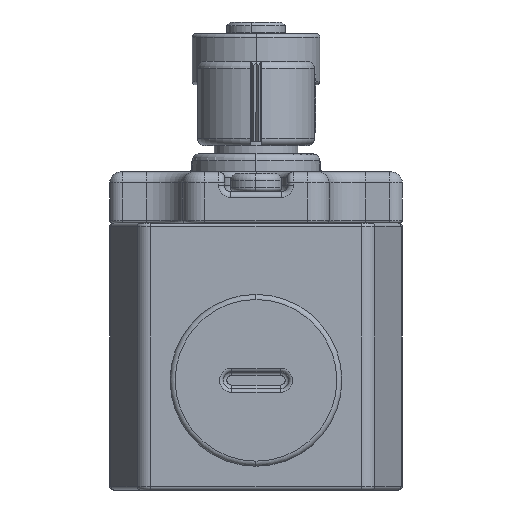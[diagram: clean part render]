
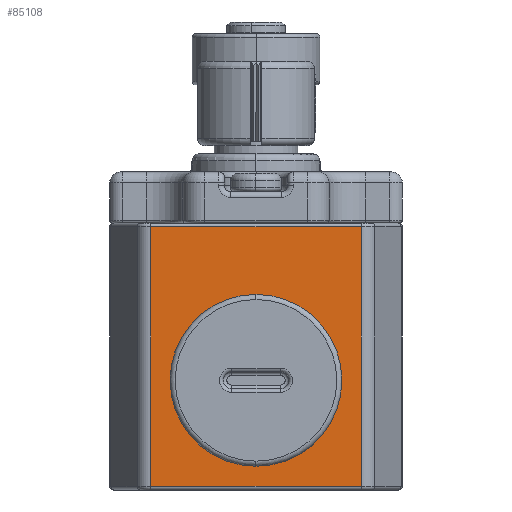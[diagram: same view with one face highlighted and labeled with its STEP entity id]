
A CAD part, front view. The second image highlights one B-rep face of the part: STEP entity #85108.
In plain terms, the highlighted planar face has unit normal (0, -1, 0).
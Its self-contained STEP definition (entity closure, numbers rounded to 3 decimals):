
#124 = CIRCLE ( 'NONE', #11774, 11. ) ;
#1600 = VERTEX_POINT ( 'NONE', #71650 ) ;
#1650 = DIRECTION ( 'NONE',  ( 1., 0., 0. ) ) ;
#2912 = DIRECTION ( 'NONE',  ( 0., 0., 1. ) ) ;
#4144 = AXIS2_PLACEMENT_3D ( 'NONE', #89954, #46417, #2912 ) ;
#7909 = CARTESIAN_POINT ( 'NONE',  ( 0., -80., 15. ) ) ;
#8419 = EDGE_CURVE ( 'NONE', #84866, #68181, #22122, .T. ) ;
#9789 = LINE ( 'NONE', #86610, #84720 ) ;
#11774 = AXIS2_PLACEMENT_3D ( 'NONE', #7909, #58666, #15209 ) ;
#14566 = ORIENTED_EDGE ( 'NONE', *, *, #48183, .T. ) ;
#15209 = DIRECTION ( 'NONE',  ( 0., 0., 1. ) ) ;
#15873 = VERTEX_POINT ( 'NONE', #32413 ) ;
#16405 = EDGE_CURVE ( 'NONE', #15873, #84866, #66145, .T. ) ;
#16580 = CIRCLE ( 'NONE', #4144, 11. ) ;
#16993 = EDGE_LOOP ( 'NONE', ( #32140, #29968, #61066, #53006 ) ) ;
#20925 = EDGE_CURVE ( 'NONE', #39590, #15873, #9789, .T. ) ;
#22122 = LINE ( 'NONE', #45110, #77788 ) ;
#23827 = DIRECTION ( 'NONE',  ( 0., 0., -1. ) ) ;
#26383 = DIRECTION ( 'NONE',  ( 0., 0., 1. ) ) ;
#27182 = CARTESIAN_POINT ( 'NONE',  ( 14.401, -80., 36. ) ) ;
#28557 = LINE ( 'NONE', #89860, #62651 ) ;
#29755 = VECTOR ( 'NONE', #23827, 1000. ) ;
#29968 = ORIENTED_EDGE ( 'NONE', *, *, #8419, .T. ) ;
#31895 = FACE_BOUND ( 'NONE', #75617, .T. ) ;
#32140 = ORIENTED_EDGE ( 'NONE', *, *, #16405, .T. ) ;
#32413 = CARTESIAN_POINT ( 'NONE',  ( -14.401, -80., 36. ) ) ;
#36280 = VERTEX_POINT ( 'NONE', #79745 ) ;
#38058 = CARTESIAN_POINT ( 'NONE',  ( -14.401, -80., 36.5 ) ) ;
#38145 = CARTESIAN_POINT ( 'NONE',  ( -14.401, -80., 0.5 ) ) ;
#39590 = VERTEX_POINT ( 'NONE', #27182 ) ;
#43389 = DIRECTION ( 'NONE',  ( -1., 0., 0. ) ) ;
#45110 = CARTESIAN_POINT ( 'NONE',  ( -20., -80., 0.5 ) ) ;
#46417 = DIRECTION ( 'NONE',  ( 0., 1., 0. ) ) ;
#46938 = DIRECTION ( 'NONE',  ( 0., 0., 1. ) ) ;
#48183 = EDGE_CURVE ( 'NONE', #1600, #36280, #16580, .T. ) ;
#53006 = ORIENTED_EDGE ( 'NONE', *, *, #20925, .T. ) ;
#55276 = CARTESIAN_POINT ( 'NONE',  ( -20., -80., 36.5 ) ) ;
#58666 = DIRECTION ( 'NONE',  ( 0., 1., 0. ) ) ;
#60564 = AXIS2_PLACEMENT_3D ( 'NONE', #55276, #69903, #26383 ) ;
#61066 = ORIENTED_EDGE ( 'NONE', *, *, #61269, .T. ) ;
#61269 = EDGE_CURVE ( 'NONE', #68181, #39590, #28557, .T. ) ;
#62651 = VECTOR ( 'NONE', #46938, 1000. ) ;
#63978 = CARTESIAN_POINT ( 'NONE',  ( 14.401, -80., 0.5 ) ) ;
#66145 = LINE ( 'NONE', #38058, #29755 ) ;
#68181 = VERTEX_POINT ( 'NONE', #63978 ) ;
#69903 = DIRECTION ( 'NONE',  ( 0., 1., 0. ) ) ;
#71650 = CARTESIAN_POINT ( 'NONE',  ( 0., -80., 26. ) ) ;
#72555 = ORIENTED_EDGE ( 'NONE', *, *, #82863, .T. ) ;
#75617 = EDGE_LOOP ( 'NONE', ( #72555, #14566 ) ) ;
#77788 = VECTOR ( 'NONE', #1650, 1000. ) ;
#79745 = CARTESIAN_POINT ( 'NONE',  ( 0., -80., 4. ) ) ;
#82863 = EDGE_CURVE ( 'NONE', #36280, #1600, #124, .T. ) ;
#84720 = VECTOR ( 'NONE', #43389, 1000. ) ;
#84866 = VERTEX_POINT ( 'NONE', #38145 ) ;
#85108 = ADVANCED_FACE ( 'NONE', ( #31895, #89877 ), #91504, .F. ) ;
#86610 = CARTESIAN_POINT ( 'NONE',  ( -14.401, -80., 36. ) ) ;
#89860 = CARTESIAN_POINT ( 'NONE',  ( 14.401, -80., 36.5 ) ) ;
#89877 = FACE_OUTER_BOUND ( 'NONE', #16993, .T. ) ;
#89954 = CARTESIAN_POINT ( 'NONE',  ( 0., -80., 15. ) ) ;
#91504 = PLANE ( 'NONE',  #60564 ) ;
